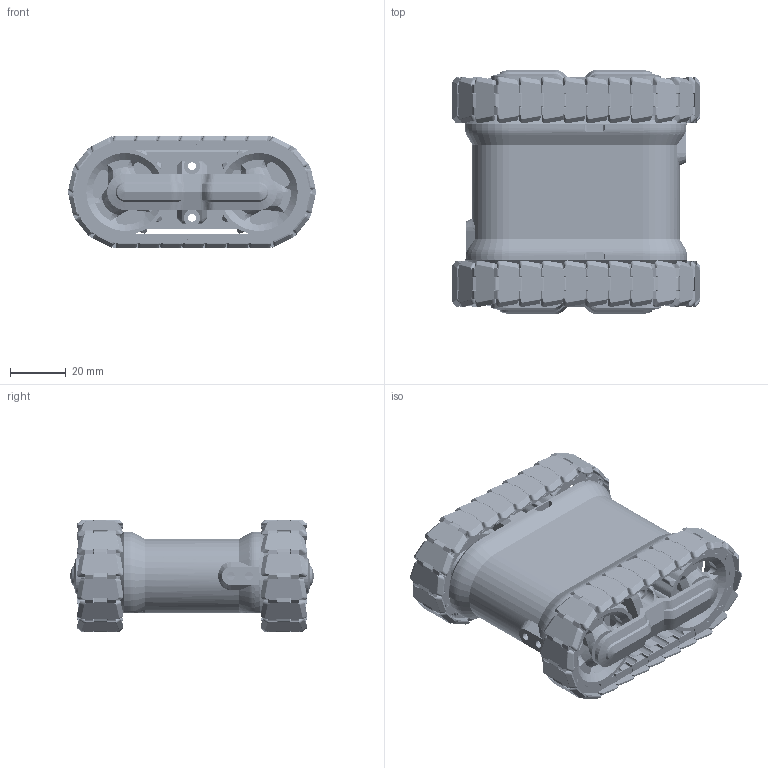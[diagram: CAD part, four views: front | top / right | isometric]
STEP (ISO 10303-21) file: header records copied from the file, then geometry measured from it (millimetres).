
FILE_DESCRIPTION(/* description */ (''),/* implementation_level */ '2;1');
FILE_NAME(/* name */ 'Tank v51.step',/* time_stamp */ '2023-01-16T22:36:04+11:00',/* author */ (''),/* organization */ (''),/* preprocessor_version */ 'ST-DEVELOPER v19.2',/* originating_system */ 'Autodesk Translation Framework v11.17.0.187',/* authorisation */ '');
FILE_SCHEMA (('AUTOMOTIVE_DESIGN { 1 0 10303 214 3 1 1 }'));
Products named in the file (14): Tank; Tread links; Link; Tread wheel hub v14; Driven; Idler; Tread frame; Body; Tread wheel hub v12(Mirror); Driven(Mirror); Idler(Mirror); Tread links(Mirror); Link(Mirror); Tread frame(Mirror)
Assembly tree (63 placements, depth 3):
  Tank
    Tread links
      Link  x26
    Tread wheel hub v14
      Driven
      Idler
    Tread frame
    Body
    Tread wheel hub v12(Mirror)
      Driven(Mirror)
      Idler(Mirror)
    Tread links(Mirror)
      Link(Mirror)  x26
    Tread frame(Mirror)
Bounding box: 89.2 x 88.04 x 40.35 mm (x, y, z)
Volume: 71834.1 mm3; surface area: 83653.5 mm2
Topology: 63 solids, 63 shells, 5804 faces, 15188 edges, 9674 vertices
Faces by surface type: plane 2452, cylinder 2378, bspline 768, sphere 112, cone 88, torus 6
Full cylindrical faces by diameter (mm): 1.75 x104, 2 x52, 2.8 x6, 3.1 x52, 3.2 x14, 5 x2, 6 x2, 25 x4, 28 x4
Entity records: 69458 total; most frequent: CARTESIAN_POINT 23482, ORIENTED_EDGE 9660, DIRECTION 9234, EDGE_CURVE 4830, AXIS2_PLACEMENT_3D 3460, VERTEX_POINT 2974, LINE 2314, VECTOR 2314
